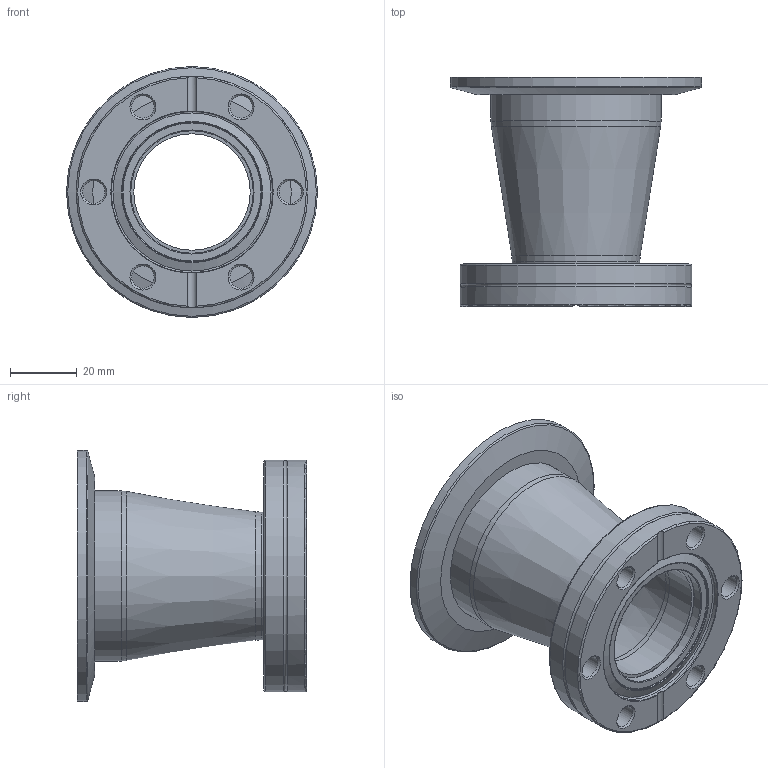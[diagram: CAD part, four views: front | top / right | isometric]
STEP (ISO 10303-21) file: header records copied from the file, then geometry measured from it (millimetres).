
FILE_DESCRIPTION(/* description */ (''),/* implementation_level */ '2;1');
FILE_NAME(/* name */ 'AD-C-KFCF-50x275(D).stp',/* time_stamp */ '2016-07-26T16:00:39+08:00',/* author */ ('wei_zheng'),/* organization */ (''),/* preprocessor_version */ 'ST-DEVELOPER v16.1',/* originating_system */ 'Autodesk Inventor 2016',/* authorisation */ '');
FILE_SCHEMA (('AUTOMOTIVE_DESIGN { 1 0 10303 214 3 1 1 }'));
Length unit declared in the file: millimetre
Products named in the file (4): AD-C-KFCF-50x275(A); AD-C-KFCF-50x275(B); AD-C-KFCF-50x275(C); 組合4
Assembly tree (3 placements, depth 2):
  組合4
    AD-C-KFCF-50x275(A)
    AD-C-KFCF-50x275(B)
    AD-C-KFCF-50x275(C)
Bounding box: 75 x 68.42 x 75 mm (x, y, z)
Volume: 53691.6 mm3; surface area: 34530.9 mm2
Topology: 3 solids, 3 shells, 68 faces, 147 edges, 88 vertices
Faces by surface type: cylinder 21, torus 18, cone 18, plane 11
Full cylindrical faces by diameter (mm): 6.73 x6, 34.8 x1, 36.6 x1, 38.1 x1, 38.35 x1, 47.5 x1, 47.6 x1, 48.26 x1, 50.8 x1, 51.1 x1, 52.4 x1, 69.3 x2, 75 x1
Entity records: 1748 total; most frequent: CARTESIAN_POINT 369, DIRECTION 300, ORIENTED_EDGE 178, AXIS2_PLACEMENT_3D 148, EDGE_LOOP 140, EDGE_CURVE 89, VERTEX_POINT 81, CIRCLE 73
